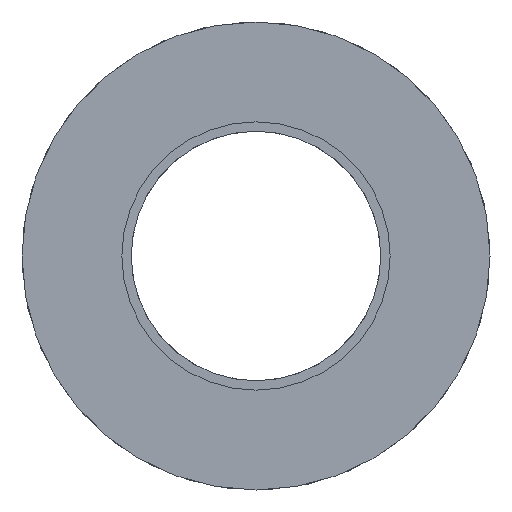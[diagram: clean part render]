
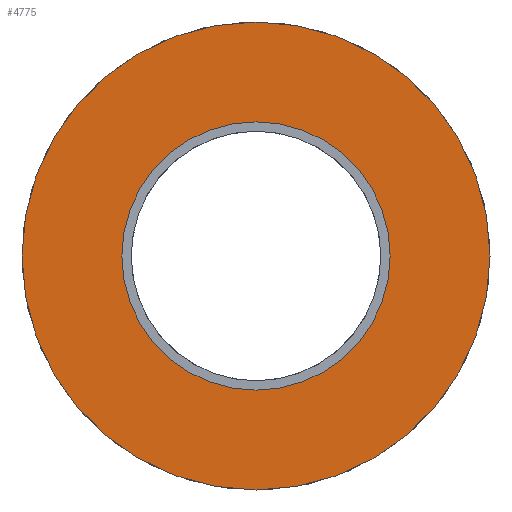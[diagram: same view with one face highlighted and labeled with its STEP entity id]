
A CAD part, front view. The second image highlights one B-rep face of the part: STEP entity #4775.
In plain terms, the highlighted planar face has unit normal (0, -1, 0).
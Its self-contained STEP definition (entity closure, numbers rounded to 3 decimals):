
#172 = EDGE_CURVE ( 'NONE', #4387, #10103, #3552, .T. ) ;
#302 = AXIS2_PLACEMENT_3D ( 'NONE', #7592, #9828, #6434 ) ;
#361 = CARTESIAN_POINT ( 'NONE',  ( 0., 0., 8.6 ) ) ;
#420 = DIRECTION ( 'NONE',  ( 0., 0., 1. ) ) ;
#1411 = EDGE_CURVE ( 'NONE', #2666, #6634, #8090, .T. ) ;
#1532 = FACE_OUTER_BOUND ( 'NONE', #4276, .T. ) ;
#1981 = CARTESIAN_POINT ( 'NONE',  ( 0., 0., 0. ) ) ;
#2444 = DIRECTION ( 'NONE',  ( 0., 0., 1. ) ) ;
#2471 = CIRCLE ( 'NONE', #302, 15. ) ;
#2588 = EDGE_CURVE ( 'NONE', #6634, #2666, #6283, .T. ) ;
#2666 = VERTEX_POINT ( 'NONE', #361 ) ;
#2722 = DIRECTION ( 'NONE',  ( 0., 1., 0. ) ) ;
#2764 = CARTESIAN_POINT ( 'NONE',  ( 0., 0., 0. ) ) ;
#3152 = DIRECTION ( 'NONE',  ( 0., 0., -1. ) ) ;
#3197 = DIRECTION ( 'NONE',  ( 0., -1., 0. ) ) ;
#3313 = ORIENTED_EDGE ( 'NONE', *, *, #1411, .T. ) ;
#3320 = EDGE_CURVE ( 'NONE', #10103, #4387, #2471, .T. ) ;
#3552 = CIRCLE ( 'NONE', #6724, 15. ) ;
#3958 = CARTESIAN_POINT ( 'NONE',  ( 0., 0., -8.6 ) ) ;
#3969 = PLANE ( 'NONE',  #9855 ) ;
#4276 = EDGE_LOOP ( 'NONE', ( #9040, #5364 ) ) ;
#4344 = CARTESIAN_POINT ( 'NONE',  ( 0., 0., 8.6 ) ) ;
#4387 = VERTEX_POINT ( 'NONE', #9509 ) ;
#4775 = ADVANCED_FACE ( 'NONE', ( #8402, #1532 ), #3969, .T. ) ;
#4788 = ORIENTED_EDGE ( 'NONE', *, *, #2588, .T. ) ;
#5364 = ORIENTED_EDGE ( 'NONE', *, *, #3320, .F. ) ;
#6283 = CIRCLE ( 'NONE', #6284, 8.6 ) ;
#6284 = AXIS2_PLACEMENT_3D ( 'NONE', #2764, #2722, #2444 ) ;
#6434 = DIRECTION ( 'NONE',  ( 0., 0., 1. ) ) ;
#6459 = EDGE_LOOP ( 'NONE', ( #3313, #4788 ) ) ;
#6634 = VERTEX_POINT ( 'NONE', #3958 ) ;
#6724 = AXIS2_PLACEMENT_3D ( 'NONE', #1981, #8836, #420 ) ;
#7444 = AXIS2_PLACEMENT_3D ( 'NONE', #7812, #8853, #7459 ) ;
#7459 = DIRECTION ( 'NONE',  ( 0., 0., 1. ) ) ;
#7592 = CARTESIAN_POINT ( 'NONE',  ( 0., 0., 0. ) ) ;
#7812 = CARTESIAN_POINT ( 'NONE',  ( 0., 0., 0. ) ) ;
#8090 = CIRCLE ( 'NONE', #7444, 8.6 ) ;
#8262 = CARTESIAN_POINT ( 'NONE',  ( 0., 0., -15. ) ) ;
#8402 = FACE_BOUND ( 'NONE', #6459, .T. ) ;
#8836 = DIRECTION ( 'NONE',  ( 0., 1., 0. ) ) ;
#8853 = DIRECTION ( 'NONE',  ( 0., 1., 0. ) ) ;
#9040 = ORIENTED_EDGE ( 'NONE', *, *, #172, .F. ) ;
#9509 = CARTESIAN_POINT ( 'NONE',  ( 0., 0., 15. ) ) ;
#9828 = DIRECTION ( 'NONE',  ( 0., 1., 0. ) ) ;
#9855 = AXIS2_PLACEMENT_3D ( 'NONE', #4344, #3197, #3152 ) ;
#10103 = VERTEX_POINT ( 'NONE', #8262 ) ;
